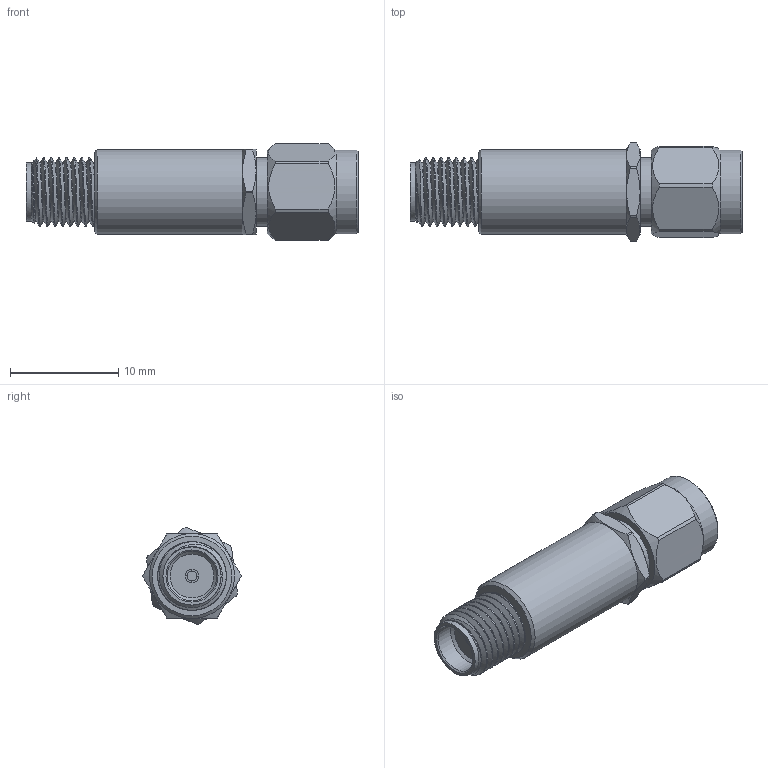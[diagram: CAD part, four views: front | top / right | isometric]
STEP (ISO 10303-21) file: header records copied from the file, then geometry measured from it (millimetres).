
FILE_DESCRIPTION (( 'STEP AP203' ), '1' );
FILE_NAME ('PE8013 ¦ SMD0118.step', '2019-11-06T21:35:24', ( '' ), ( '' ), 'SwSTEP 2.0', 'SolidWorks 2018', '' );
FILE_SCHEMA (( 'CONFIG_CONTROL_DESIGN' ));
Length unit declared in the file: inch
Products named in the file (1): PE8013 ｦ SMD0118
Bounding box: 30.73 x 9.08 x 8.95 mm (x, y, z)
Volume: 1244.9 mm3; surface area: 1170.1 mm2
Topology: 1 solids, 1 shells, 77 faces, 198 edges, 133 vertices
Faces by surface type: cylinder 30, plane 24, cone 16, bspline 7
Full cylindrical faces by diameter (mm): 0.94 x2, 1.194 x1, 1.27 x1, 4.445 x1, 4.572 x1, 5.385 x1, 6.35 x7, 7.762 x1, 7.874 x1
Entity records: 5653 total; most frequent: CARTESIAN_POINT 4050, ORIENTED_EDGE 326, DIRECTION 276, EDGE_CURVE 163, AXIS2_PLACEMENT_3D 126, VERTEX_POINT 125, EDGE_LOOP 102, FACE_OUTER_BOUND 83
